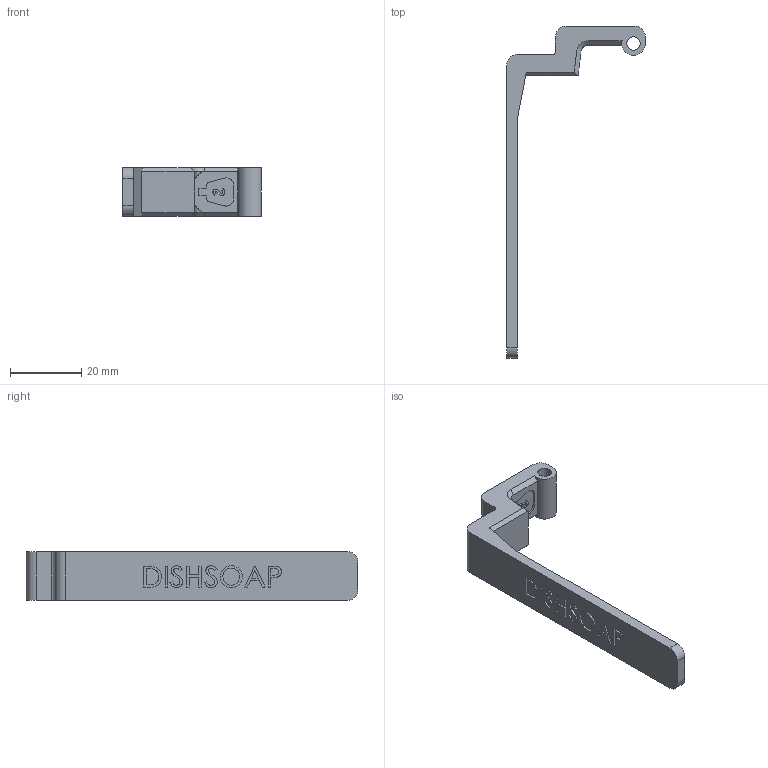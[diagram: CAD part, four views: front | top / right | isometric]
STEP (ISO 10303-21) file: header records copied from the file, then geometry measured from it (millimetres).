
FILE_DESCRIPTION (( 'STEP AP214' ), '1' );
FILE_NAME ('Spoon38P.STEP', '2025-05-27T19:08:32', ( '' ), ( '' ), 'SwSTEP 2.0', 'SolidWorks 2025', '' );
FILE_SCHEMA (( 'AUTOMOTIVE_DESIGN' ));
Length unit declared in the file: millimetre
Products named in the file (1): Spoon38P
Bounding box: 38.8 x 92.95 x 13.7 mm (x, y, z)
Volume: 6959.8 mm3; surface area: 4874.3 mm2
Topology: 1 solids, 1 shells, 175 faces, 475 edges, 316 vertices
Faces by surface type: plane 89, bspline 65, cylinder 19, cone 2
Entity records: 8744 total; most frequent: CARTESIAN_POINT 4740, ORIENTED_EDGE 950, DIRECTION 591, EDGE_CURVE 475, VERTEX_POINT 316, VECTOR 297, LINE 297, EDGE_LOOP 191
